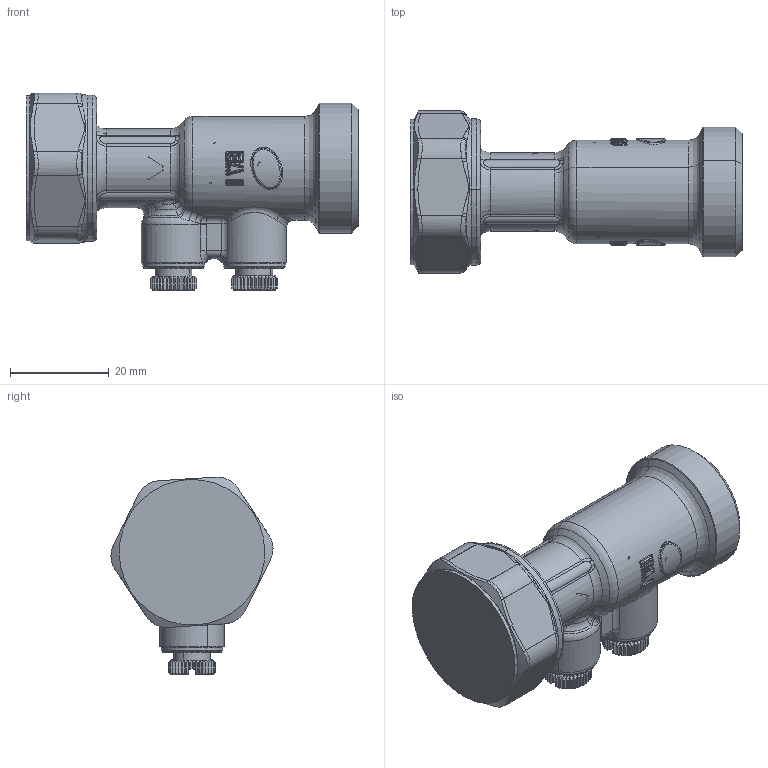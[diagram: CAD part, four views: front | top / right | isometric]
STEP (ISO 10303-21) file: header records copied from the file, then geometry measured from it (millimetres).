
FILE_DESCRIPTION(('CATIA V5 STEP Exchange','CAx-IF Rec.Pracs.--- Model Styling and Organization---1.4--- 2014-01-23','CAx-IF Rec.Pracs.---3D Tessellated Data Validation Properties---0.5---2014-09-14'),'2;1');
FILE_NAME('STEP_304602_-_TST.stp','2022-03-30T09:57:38+00:00',('none'),('none'),'CATIA Version 5-6 Release 2019 SP3','CATIA V5 STEP AP242 v1','none');
FILE_SCHEMA(('AP242_MANAGED_MODEL_BASED_3D_ENGINEERING_MIM_LF {1 0 10303 442 1 1 4}'));
Products named in the file (1): 304602 - TST
Bounding box: 67.3 x 32.86 x 40.08 mm (x, y, z)
Volume: 10587.6 mm3; surface area: 11996.9 mm2
Topology: 1 solids, 24 shells, 923 faces, 2373 edges, 1403 vertices
Faces by surface type: bspline 357, plane 219, cylinder 200, cone 57, sphere 53, torus 37
Entity records: 43821 total; most frequent: CARTESIAN_POINT 26132, ORIENTED_EDGE 4379, EDGE_CURVE 2317, DIRECTION 1984, VERTEX_POINT 1403, B_SPLINE_CURVE_WITH_KNOTS 960, EDGE_LOOP 923, ADVANCED_FACE 923
